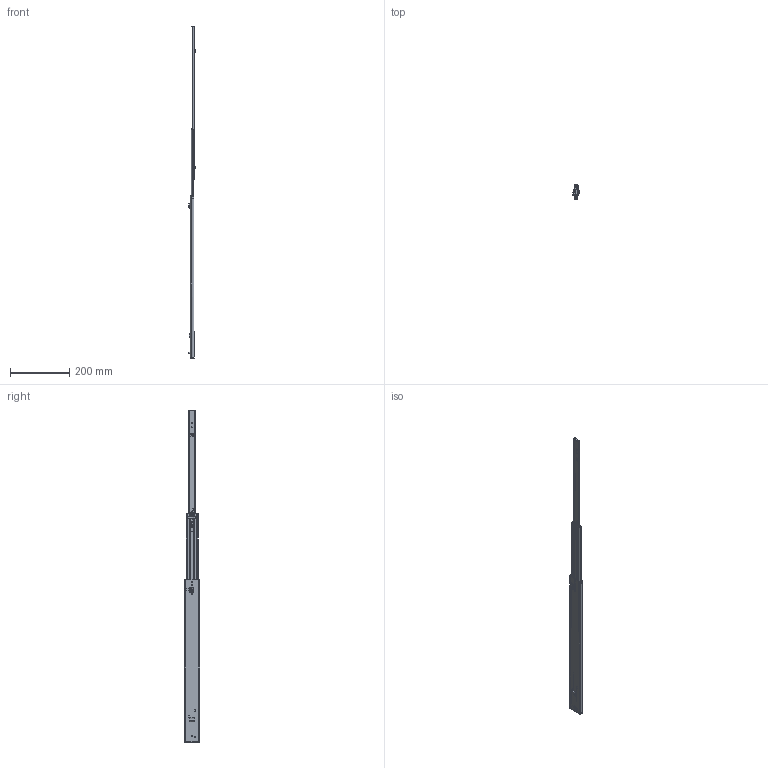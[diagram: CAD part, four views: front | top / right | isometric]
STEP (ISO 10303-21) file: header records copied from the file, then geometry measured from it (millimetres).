
FILE_DESCRIPTION (( 'STEP AP214' ), '1' );
FILE_NAME ('FR_5210_SMT.0550mm_22_inch_1,5_ECD_open_left.STEP', '2022-10-26T04:01:39', ( '' ), ( '' ), 'SwSTEP 2.0', 'SolidWorks 2020', '' );
FILE_SCHEMA (( 'AUTOMOTIVE_DESIGN' ));
Length unit declared in the file: millimetre
Products named in the file (20): 5210 RIVET_5210 Middle Profile Rivet; 5210 RIVET_5210 ECD rivet; 5210.XXX-02.T107_NL  550; 5210 ECD Rivet; 5210 ECD Damper_5210 ECD Air Open; 5210 RIVET_5210 Trigger Rivet; 5210.XXX-01.T107_NL  550 AIR OPEN; FR_5210_SMT.0550mm_22_inch_1,5_ECD_open_left; FR5210 ECD CATCH; 5210.XXX-01.T107_NL  550; 5210 ECD_5210 ECD Air Open; FR5210 TRIGGER; 5210 ECD Damper Cylinder_5210 Air ECD Damper; FR5210 ECD Base; 5210.XXX-03.T107_NL  550; ECD Damper Rod; FR5210 ECD SLIDER; FR5210 MIDDLE STOP
Assembly tree (19 placements, depth 5):
  FR_5210_SMT.0550mm_22_inch_1,5_ECD_open_left
    5210.XXX-01.T107_NL  550 AIR OPEN
      5210.XXX-01.T107_NL  550
      5210 ECD_5210 ECD Air Open
        FR5210 ECD Base
        FR5210 ECD SLIDER
        5210 ECD Damper_5210 ECD Air Open
          5210 ECD Damper Cylinder_5210 Air ECD Damper
          ECD Damper Rod
      5210 ECD Rivet
    5210.XXX-03.T107_NL  550
      5210.XXX-03.T107_NL  550
      FR5210 TRIGGER
      FR5210 ECD CATCH
      5210 RIVET_5210 Trigger Rivet
      5210 RIVET_5210 ECD rivet
    5210.XXX-02.T107_NL  550
      5210.XXX-02.T107_NL  550
      FR5210 MIDDLE STOP
      5210 RIVET_5210 Middle Profile Rivet
Bounding box: 23.65 x 51.9 x 1125 mm (x, y, z)
Volume: 170072.8 mm3; surface area: 202658.8 mm2
Topology: 16 solids, 16 shells, 1239 faces, 3261 edges, 2032 vertices
Faces by surface type: plane 634, cylinder 480, torus 60, bspline 57, cone 8
Entity records: 41162 total; most frequent: CARTESIAN_POINT 10175, ORIENTED_EDGE 6488, DIRECTION 6212, EDGE_CURVE 3244, AXIS2_PLACEMENT_3D 2132, VERTEX_POINT 2032, VECTOR 1948, LINE 1948
